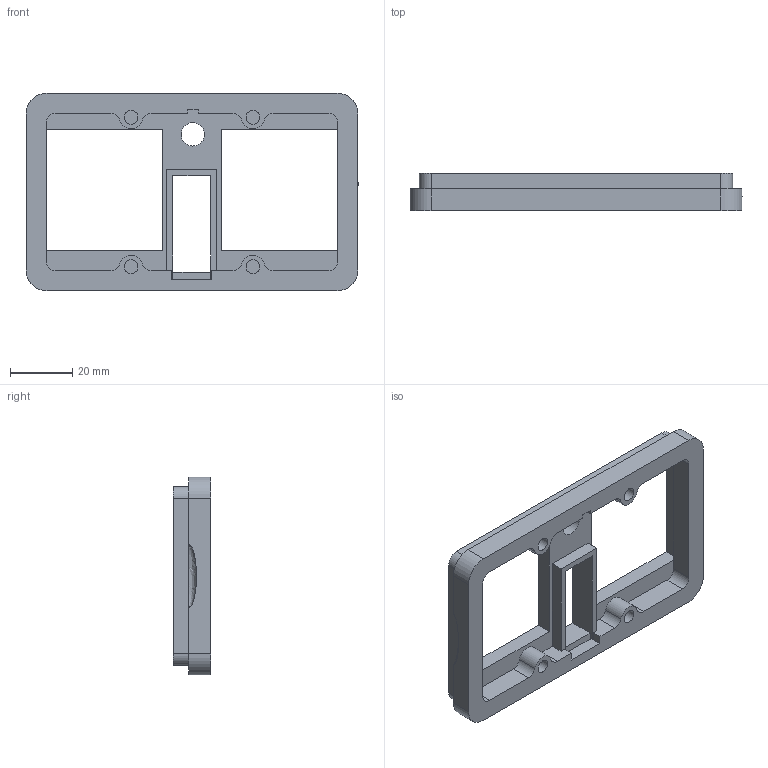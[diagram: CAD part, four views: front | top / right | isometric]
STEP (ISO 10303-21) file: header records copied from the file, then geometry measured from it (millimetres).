
FILE_DESCRIPTION(/* description */ (''),/* implementation_level */ '2;1');
FILE_NAME(/* name */ 'top v2.step',/* time_stamp */ '2025-07-22T22:02:37-04:00',/* author */ (''),/* organization */ (''),/* preprocessor_version */ 'ST-DEVELOPER v20.1',/* originating_system */ 'Autodesk Translation Framework v14.10.0.0',/* authorisation */ '');
FILE_SCHEMA (('AUTOMOTIVE_DESIGN { 1 0 10303 214 3 1 1 }'));
Length unit declared in the file: millimetre
Products named in the file (1): top
Bounding box: 106.6 x 12 x 63.5 mm (x, y, z)
Volume: 26656.7 mm3; surface area: 15779.7 mm2
Topology: 1 solids, 1 shells, 86 faces, 243 edges, 158 vertices
Faces by surface type: plane 55, cylinder 29, bspline 2
Full cylindrical faces by diameter (mm): 4.4 x4, 7.5 x1
Entity records: 2978 total; most frequent: CARTESIAN_POINT 680, ORIENTED_EDGE 478, DIRECTION 463, EDGE_CURVE 239, LINE 177, VECTOR 177, VERTEX_POINT 158, AXIS2_PLACEMENT_3D 143
